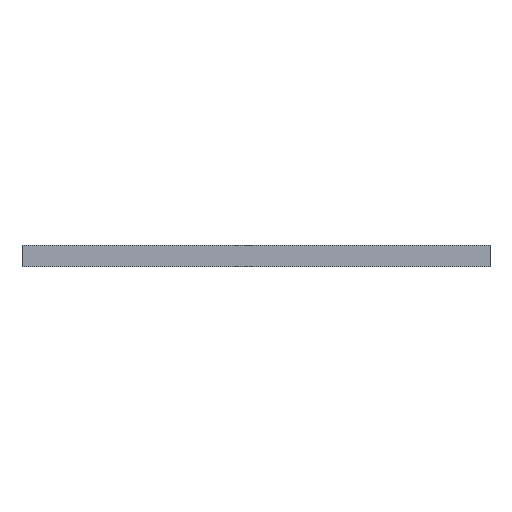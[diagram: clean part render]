
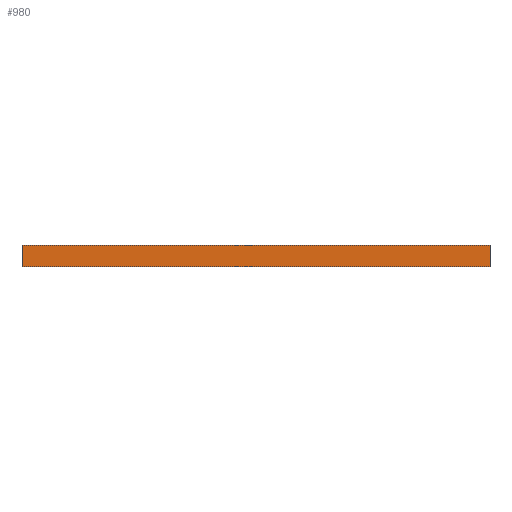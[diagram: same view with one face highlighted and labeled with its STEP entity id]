
A CAD part, front view. The second image highlights one B-rep face of the part: STEP entity #980.
In plain terms, the highlighted planar face has unit normal (0, -1, 0).
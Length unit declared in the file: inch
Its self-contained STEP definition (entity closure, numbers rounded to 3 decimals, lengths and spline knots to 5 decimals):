
#22 = VECTOR ( 'NONE', #698, 39.37008 ) ;
#44 = EDGE_CURVE ( 'NONE', #1190, #822, #675, .T. ) ;
#181 = ORIENTED_EDGE ( 'NONE', *, *, #721, .F. ) ;
#194 = LINE ( 'NONE', #1075, #22 ) ;
#213 = VECTOR ( 'NONE', #409, 39.37008 ) ;
#239 = EDGE_CURVE ( 'NONE', #332, #1190, #1020, .T. ) ;
#277 = EDGE_CURVE ( 'NONE', #927, #822, #1108, .T. ) ;
#332 = VERTEX_POINT ( 'NONE', #404 ) ;
#333 = VECTOR ( 'NONE', #651, 39.37008 ) ;
#336 = ORIENTED_EDGE ( 'NONE', *, *, #277, .F. ) ;
#355 = FACE_OUTER_BOUND ( 'NONE', #513, .T. ) ;
#372 = DIRECTION ( 'NONE',  ( 0., 1., 0. ) ) ;
#404 = CARTESIAN_POINT ( 'NONE',  ( 0., 0., 0.09375 ) ) ;
#409 = DIRECTION ( 'NONE',  ( 0., 0., -1. ) ) ;
#434 = CARTESIAN_POINT ( 'NONE',  ( 4., 0., 0.09375 ) ) ;
#462 = CARTESIAN_POINT ( 'NONE',  ( 4., 0., 0.09375 ) ) ;
#513 = EDGE_LOOP ( 'NONE', ( #824, #336, #181, #720 ) ) ;
#569 = CARTESIAN_POINT ( 'NONE',  ( 0., 0., -0.09375 ) ) ;
#651 = DIRECTION ( 'NONE',  ( 1., 0., 0. ) ) ;
#675 = LINE ( 'NONE', #999, #333 ) ;
#698 = DIRECTION ( 'NONE',  ( 1., 0., 0. ) ) ;
#720 = ORIENTED_EDGE ( 'NONE', *, *, #239, .T. ) ;
#721 = EDGE_CURVE ( 'NONE', #332, #927, #194, .T. ) ;
#779 = CARTESIAN_POINT ( 'NONE',  ( 0., 0., 0.09375 ) ) ;
#822 = VERTEX_POINT ( 'NONE', #978 ) ;
#824 = ORIENTED_EDGE ( 'NONE', *, *, #44, .T. ) ;
#872 = DIRECTION ( 'NONE',  ( 0., 0., -1. ) ) ;
#927 = VERTEX_POINT ( 'NONE', #434 ) ;
#948 = VECTOR ( 'NONE', #872, 39.37008 ) ;
#978 = CARTESIAN_POINT ( 'NONE',  ( 4., 0., -0.09375 ) ) ;
#980 = ADVANCED_FACE ( 'NONE', ( #355 ), #1011, .F. ) ;
#999 = CARTESIAN_POINT ( 'NONE',  ( 4., 0., -0.09375 ) ) ;
#1005 = DIRECTION ( 'NONE',  ( -1., 0., 0. ) ) ;
#1011 = PLANE ( 'NONE',  #1100 ) ;
#1020 = LINE ( 'NONE', #779, #948 ) ;
#1044 = CARTESIAN_POINT ( 'NONE',  ( 4., 0., 0.09375 ) ) ;
#1075 = CARTESIAN_POINT ( 'NONE',  ( 4., 0., 0.09375 ) ) ;
#1100 = AXIS2_PLACEMENT_3D ( 'NONE', #462, #372, #1005 ) ;
#1108 = LINE ( 'NONE', #1044, #213 ) ;
#1190 = VERTEX_POINT ( 'NONE', #569 ) ;
